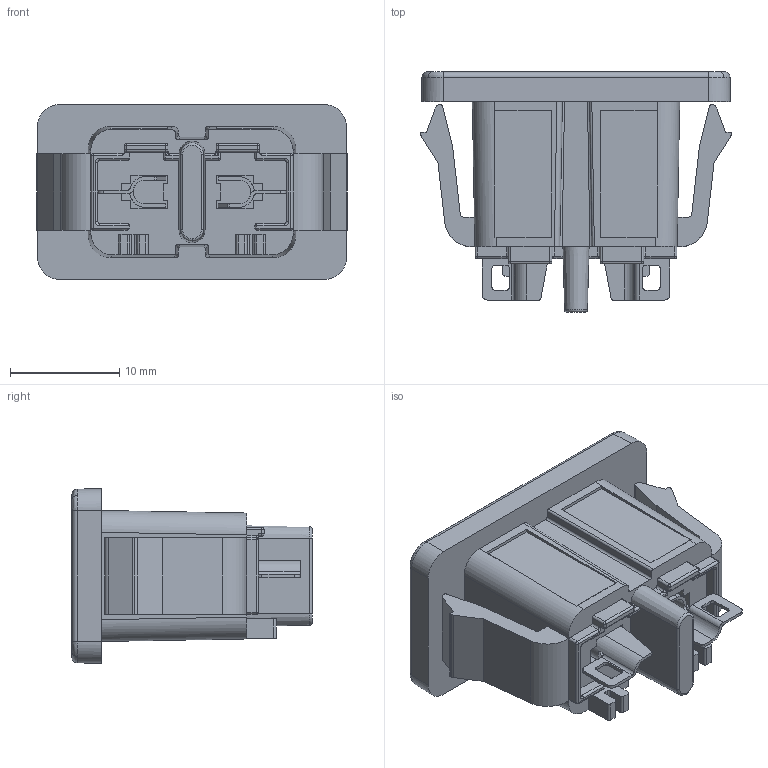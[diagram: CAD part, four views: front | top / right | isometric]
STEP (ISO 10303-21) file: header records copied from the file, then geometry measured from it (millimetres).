
FILE_DESCRIPTION (( 'STEP AP214' ), '1' );
FILE_NAME ('2570-1110_02.STEP', '2023-01-09T09:07:42', ( '' ), ( '' ), 'SwSTEP 2.0', 'SolidWorks 2020', '' );
FILE_SCHEMA (( 'AUTOMOTIVE_DESIGN' ));
Length unit declared in the file: millimetre
Products named in the file (1): 2570-1110_02
Bounding box: 28.42 x 22 x 16 mm (x, y, z)
Volume: 3119.8 mm3; surface area: 3849.3 mm2
Topology: 1 solids, 3 shells, 439 faces, 1179 edges, 736 vertices
Faces by surface type: plane 175, cylinder 167, torus 33, bspline 32, sphere 29, cone 3
Entity records: 14177 total; most frequent: CARTESIAN_POINT 3666, ORIENTED_EDGE 2308, DIRECTION 2072, EDGE_CURVE 1154, VERTEX_POINT 734, AXIS2_PLACEMENT_3D 730, LINE 612, VECTOR 612
